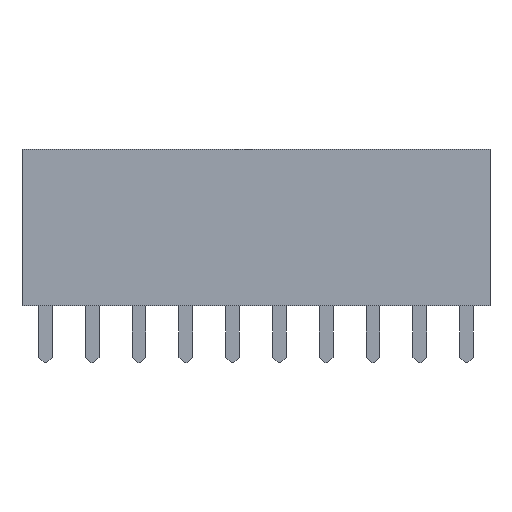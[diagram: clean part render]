
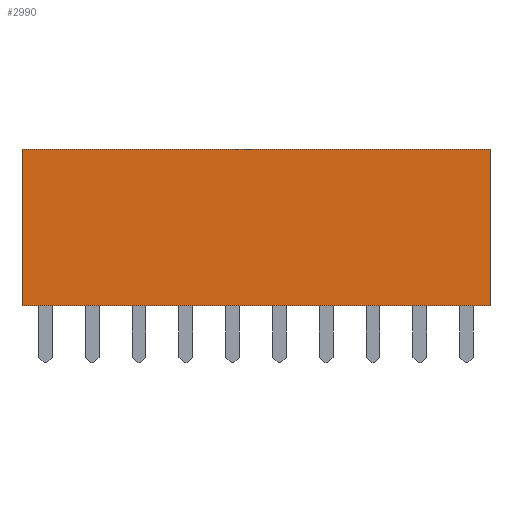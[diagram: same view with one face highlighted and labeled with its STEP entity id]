
A CAD part, front view. The second image highlights one B-rep face of the part: STEP entity #2990.
In plain terms, the highlighted planar face has unit normal (0, -1, 0).
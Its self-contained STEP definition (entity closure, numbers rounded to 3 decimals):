
#164=FACE_OUTER_BOUND('',#354,.T.);
#354=EDGE_LOOP('',(#2403,#2404,#2405,#2406));
#473=LINE('',#4148,#877);
#518=LINE('',#4239,#922);
#641=LINE('',#4492,#1045);
#645=LINE('',#4499,#1049);
#877=VECTOR('',#3365,10.);
#922=VECTOR('',#3418,10.);
#1045=VECTOR('',#3675,10.);
#1049=VECTOR('',#3683,10.);
#1263=VERTEX_POINT('',#4145);
#1264=VERTEX_POINT('',#4147);
#1306=VERTEX_POINT('',#4238);
#1369=VERTEX_POINT('',#4491);
#1537=EDGE_CURVE('',#1263,#1264,#473,.T.);
#1582=EDGE_CURVE('',#1264,#1306,#518,.T.);
#1705=EDGE_CURVE('',#1369,#1306,#641,.T.);
#1709=EDGE_CURVE('',#1369,#1263,#645,.T.);
#2403=ORIENTED_EDGE('',*,*,#1705,.T.);
#2404=ORIENTED_EDGE('',*,*,#1582,.F.);
#2405=ORIENTED_EDGE('',*,*,#1537,.F.);
#2406=ORIENTED_EDGE('',*,*,#1709,.F.);
#2810=PLANE('',#3195);
#2990=ADVANCED_FACE('',(#164),#2810,.T.);
#3195=AXIS2_PLACEMENT_3D('',#4568,#3755,#3756);
#3365=DIRECTION('',(1.,0.,0.));
#3418=DIRECTION('',(0.,0.,-1.));
#3675=DIRECTION('',(1.,0.,0.));
#3683=DIRECTION('',(0.,0.,1.));
#3755=DIRECTION('center_axis',(0.,-1.,0.));
#3756=DIRECTION('ref_axis',(1.,0.,0.));
#4145=CARTESIAN_POINT('',(-12.7,-1.25,8.6));
#4147=CARTESIAN_POINT('',(12.7,-1.25,8.6));
#4148=CARTESIAN_POINT('',(-12.7,-1.25,8.6));
#4238=CARTESIAN_POINT('',(12.7,-1.25,0.1));
#4239=CARTESIAN_POINT('',(12.7,-1.25,0.1));
#4491=CARTESIAN_POINT('',(-12.7,-1.25,0.1));
#4492=CARTESIAN_POINT('',(-12.7,-1.25,0.1));
#4499=CARTESIAN_POINT('',(-12.7,-1.25,0.1));
#4568=CARTESIAN_POINT('Origin',(-12.7,-1.25,0.1));
